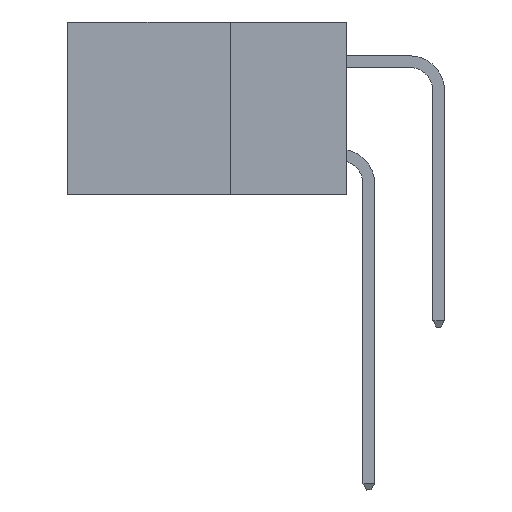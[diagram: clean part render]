
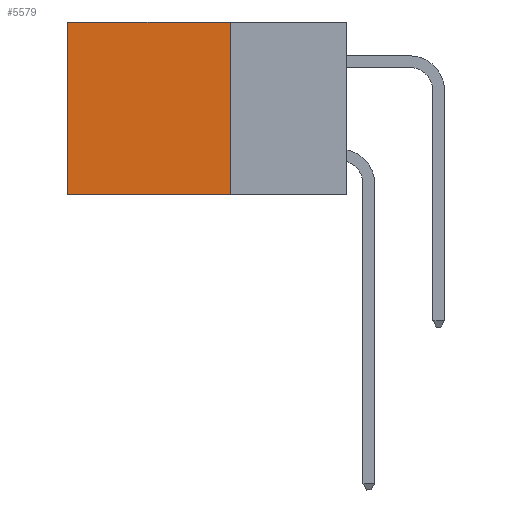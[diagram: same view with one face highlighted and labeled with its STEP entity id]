
A CAD part, left-side view. The second image highlights one B-rep face of the part: STEP entity #5579.
In plain terms, the highlighted planar face has unit normal (-1, 0, 0).
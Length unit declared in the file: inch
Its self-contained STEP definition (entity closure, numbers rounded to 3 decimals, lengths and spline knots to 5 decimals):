
#701 = EDGE_CURVE ( 'NONE', #29285, #30291, #9458, .T. ) ;
#949 = CARTESIAN_POINT ( 'NONE',  ( 0.2875, 0.25, 0. ) ) ;
#2398 = DIRECTION ( 'NONE',  ( 1., 0., 0. ) ) ;
#3223 = CARTESIAN_POINT ( 'NONE',  ( 0.2875, 0.25, -0.37 ) ) ;
#4348 = CARTESIAN_POINT ( 'NONE',  ( 0.2875, 0.25, 0. ) ) ;
#4402 = FACE_OUTER_BOUND ( 'NONE', #11506, .T. ) ;
#5579 = ADVANCED_FACE ( 'NONE', ( #4402 ), #18654, .F. ) ;
#6607 = CARTESIAN_POINT ( 'NONE',  ( 0.2875, 0.6, 0. ) ) ;
#7392 = CARTESIAN_POINT ( 'NONE',  ( 0.2875, 0.6, -0.37 ) ) ;
#7431 = VECTOR ( 'NONE', #8590, 39.37008 ) ;
#7920 = VECTOR ( 'NONE', #18252, 39.37008 ) ;
#8590 = DIRECTION ( 'NONE',  ( 0., 0., -1. ) ) ;
#9386 = LINE ( 'NONE', #949, #34079 ) ;
#9458 = LINE ( 'NONE', #40559, #7431 ) ;
#11506 = EDGE_LOOP ( 'NONE', ( #13182, #26605, #33414, #22768 ) ) ;
#13182 = ORIENTED_EDGE ( 'NONE', *, *, #701, .T. ) ;
#13661 = EDGE_CURVE ( 'NONE', #30693, #30291, #26931, .T. ) ;
#14097 = DIRECTION ( 'NONE',  ( 0., 1., 0. ) ) ;
#14880 = AXIS2_PLACEMENT_3D ( 'NONE', #40900, #2398, #25167 ) ;
#18252 = DIRECTION ( 'NONE',  ( 0., 1., 0. ) ) ;
#18654 = PLANE ( 'NONE',  #14880 ) ;
#22729 = VERTEX_POINT ( 'NONE', #4348 ) ;
#22768 = ORIENTED_EDGE ( 'NONE', *, *, #41169, .T. ) ;
#24215 = LINE ( 'NONE', #34194, #7920 ) ;
#25167 = DIRECTION ( 'NONE',  ( 0., 0., -1. ) ) ;
#26605 = ORIENTED_EDGE ( 'NONE', *, *, #13661, .F. ) ;
#26931 = LINE ( 'NONE', #33344, #35318 ) ;
#29285 = VERTEX_POINT ( 'NONE', #6607 ) ;
#30066 = DIRECTION ( 'NONE',  ( 0., 0., -1. ) ) ;
#30291 = VERTEX_POINT ( 'NONE', #7392 ) ;
#30693 = VERTEX_POINT ( 'NONE', #3223 ) ;
#33344 = CARTESIAN_POINT ( 'NONE',  ( 0.2875, 0.25, -0.37 ) ) ;
#33414 = ORIENTED_EDGE ( 'NONE', *, *, #38669, .F. ) ;
#34079 = VECTOR ( 'NONE', #30066, 39.37008 ) ;
#34194 = CARTESIAN_POINT ( 'NONE',  ( 0.2875, 0.25, 0. ) ) ;
#35318 = VECTOR ( 'NONE', #14097, 39.37008 ) ;
#38669 = EDGE_CURVE ( 'NONE', #22729, #30693, #9386, .T. ) ;
#40559 = CARTESIAN_POINT ( 'NONE',  ( 0.2875, 0.6, 0. ) ) ;
#40900 = CARTESIAN_POINT ( 'NONE',  ( 0.2875, 0.25, 0. ) ) ;
#41169 = EDGE_CURVE ( 'NONE', #22729, #29285, #24215, .T. ) ;
